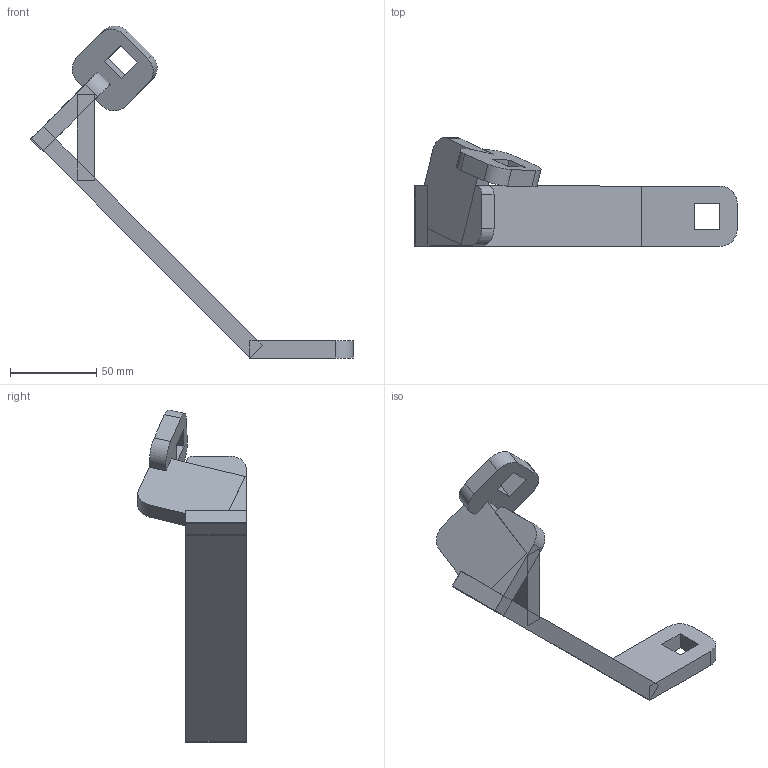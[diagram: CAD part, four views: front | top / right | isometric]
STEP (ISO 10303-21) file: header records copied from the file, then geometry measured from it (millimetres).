
FILE_DESCRIPTION(('FreeCAD Model'),'2;1');
FILE_NAME('Open CASCADE Shape Model','2023-03-17T11:53:19',('Author'),( ''),'Open CASCADE STEP processor 7.5','FreeCAD','Unknown');
FILE_SCHEMA(('AUTOMOTIVE_DESIGN { 1 0 10303 214 1 1 1 1 }'));
Length unit declared in the file: millimetre
Products named in the file (1): Fillet008
Bounding box: 187.07 x 62.9 x 192.68 mm (x, y, z)
Volume: 129838.1 mm3; surface area: 34474.1 mm2
Topology: 1 solids, 1 shells, 73 faces, 193 edges, 120 vertices
Faces by surface type: plane 64, cylinder 9
Entity records: 4675 total; most frequent: CARTESIAN_POINT 946, DIRECTION 632, LINE 442, VECTOR 442, ORIENTED_EDGE 386, PCURVE 386, DEFINITIONAL_REPRESENTATION 386, EDGE_CURVE 193
